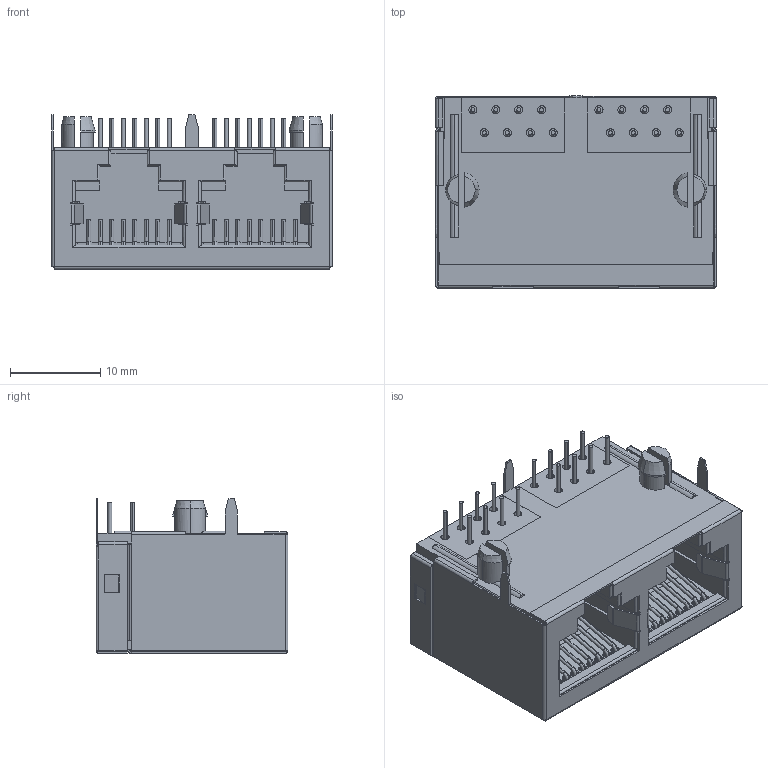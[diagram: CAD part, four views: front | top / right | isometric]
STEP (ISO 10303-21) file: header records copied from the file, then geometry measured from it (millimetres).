
FILE_DESCRIPTION(('STEP AP214'),'1');
FILE_NAME('43763.stp','2014-10-28T17:18:26',('TraceParts'),('TraceParts S.A.'),'XStep 1.0',' ',' ');
FILE_SCHEMA(('automotive_design'));
Length unit declared in the file: millimetre
Products named in the file (21): Assem1|Shielding;Shielding; Assem1|Shielding_2;Shielding_2; Assem1|Insulator;Insulator; Assem1|Insulator_2;Insulator_2; Assem1|Pin_long;Pin_long; Assem1|Pin_short;Pin_short
Bounding box: 31.13 x 21.27 x 17.15 mm (x, y, z)
Volume: 5500.8 mm3; surface area: 12872.8 mm2
Topology: 21 solids, 21 shells, 1229 faces, 3441 edges, 2156 vertices
Faces by surface type: plane 610, cylinder 463, torus 96, bspline 52, cone 8
Entity records: 45433 total; most frequent: CARTESIAN_POINT 9205, DIRECTION 6937, ORIENTED_EDGE 6746, EDGE_CURVE 3373, AXIS2_PLACEMENT_3D 2386, LINE 2165, VECTOR 2165, VERTEX_POINT 2156
